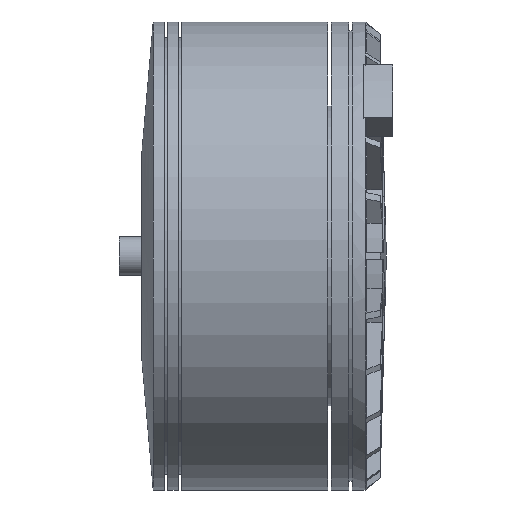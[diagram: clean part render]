
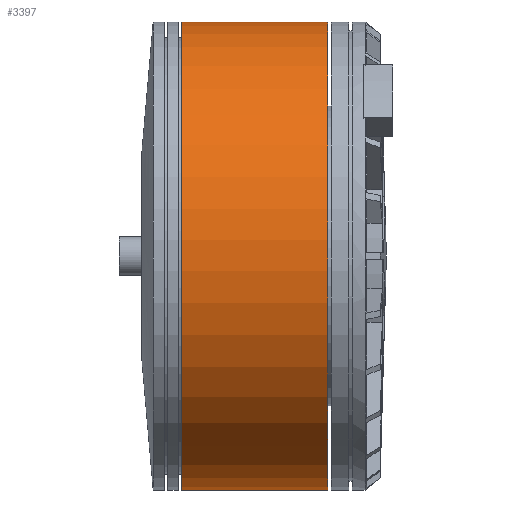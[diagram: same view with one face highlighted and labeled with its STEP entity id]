
A CAD part, front view. The second image highlights one B-rep face of the part: STEP entity #3397.
In plain terms, the highlighted free-form (B-spline) face has degree [2, 1] with [5, 2] control points.
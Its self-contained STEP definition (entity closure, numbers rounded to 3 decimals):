
#934 = VERTEX_POINT('',#935);
#935 = CARTESIAN_POINT('',(38.965,0.,49.046));
#936 = VERTEX_POINT('',#937);
#937 = CARTESIAN_POINT('',(38.965,0.,
    -49.046));
#945 = EDGE_CURVE('',#936,#946,#948,.T.);
#946 = VERTEX_POINT('',#947);
#947 = CARTESIAN_POINT('',(8.358,0.,
    -49.046));
#948 = B_SPLINE_CURVE_WITH_KNOTS('',1,(#949,#950),.UNSPECIFIED.,.F.,.F.,
  (2,2),(-28.517,-6.116),.PIECEWISE_BEZIER_KNOTS.);
#949 = CARTESIAN_POINT('',(38.965,0.,
    -49.046));
#950 = CARTESIAN_POINT('',(8.358,0.,
    -49.046));
#953 = VERTEX_POINT('',#954);
#954 = CARTESIAN_POINT('',(8.358,0.,49.046));
#962 = EDGE_CURVE('',#934,#953,#963,.T.);
#963 = B_SPLINE_CURVE_WITH_KNOTS('',1,(#964,#965),.UNSPECIFIED.,.F.,.F.,
  (2,2),(-28.517,-6.116),.PIECEWISE_BEZIER_KNOTS.);
#964 = CARTESIAN_POINT('',(38.965,0.,49.046));
#965 = CARTESIAN_POINT('',(8.358,0.,49.046));
#3385 = EDGE_CURVE('',#946,#953,#3386,.T.);
#3386 = ( BOUNDED_CURVE() B_SPLINE_CURVE(2,(#3387,#3388,#3389,#3390,
#3391),.UNSPECIFIED.,.F.,.F.) B_SPLINE_CURVE_WITH_KNOTS((3,2,3),(
    3.142,4.712,6.283),
.PIECEWISE_BEZIER_KNOTS.) CURVE() GEOMETRIC_REPRESENTATION_ITEM() 
RATIONAL_B_SPLINE_CURVE((1.,0.707,1.,0.707,1.)) 
REPRESENTATION_ITEM('') );
#3387 = CARTESIAN_POINT('',(8.358,0.,
    -49.046));
#3388 = CARTESIAN_POINT('',(8.358,-49.046,
    -49.046));
#3389 = CARTESIAN_POINT('',(8.358,-49.046,
    0.));
#3390 = CARTESIAN_POINT('',(8.358,-49.046,
    49.046));
#3391 = CARTESIAN_POINT('',(8.358,0.,
    49.046));
#3397 = ADVANCED_FACE('',(#3398),#3411,.T.);
#3398 = FACE_BOUND('',#3399,.T.);
#3399 = EDGE_LOOP('',(#3400,#3401,#3409,#3410));
#3400 = ORIENTED_EDGE('',*,*,#945,.F.);
#3401 = ORIENTED_EDGE('',*,*,#3402,.T.);
#3402 = EDGE_CURVE('',#936,#934,#3403,.T.);
#3403 = ( BOUNDED_CURVE() B_SPLINE_CURVE(2,(#3404,#3405,#3406,#3407,
#3408),.UNSPECIFIED.,.F.,.F.) B_SPLINE_CURVE_WITH_KNOTS((3,2,3),(
    3.142,4.712,6.283),
.PIECEWISE_BEZIER_KNOTS.) CURVE() GEOMETRIC_REPRESENTATION_ITEM() 
RATIONAL_B_SPLINE_CURVE((1.,0.707,1.,0.707,1.)) 
REPRESENTATION_ITEM('') );
#3404 = CARTESIAN_POINT('',(38.965,0.,
    -49.046));
#3405 = CARTESIAN_POINT('',(38.965,-49.046,
    -49.046));
#3406 = CARTESIAN_POINT('',(38.965,-49.046,
    0.));
#3407 = CARTESIAN_POINT('',(38.965,-49.046,
    49.046));
#3408 = CARTESIAN_POINT('',(38.965,0.,
    49.046));
#3409 = ORIENTED_EDGE('',*,*,#962,.T.);
#3410 = ORIENTED_EDGE('',*,*,#3385,.F.);
#3411 = ( BOUNDED_SURFACE() B_SPLINE_SURFACE(2,1,(
    (#3412,#3413)
    ,(#3414,#3415)
    ,(#3416,#3417)
    ,(#3418,#3419)
    ,(#3420,#3421
)),.UNSPECIFIED.,.F.,.F.,.F.) B_SPLINE_SURFACE_WITH_KNOTS((3,2,3),(2,2),
  (3.142,4.712,6.283),(-28.517,
    -6.116),.PIECEWISE_BEZIER_KNOTS.) 
GEOMETRIC_REPRESENTATION_ITEM() RATIONAL_B_SPLINE_SURFACE((
    (1.,1.)
    ,(0.707,0.707)
    ,(1.,1.)
    ,(0.707,0.707)
,(1.,1.))) REPRESENTATION_ITEM('') SURFACE() );
#3412 = CARTESIAN_POINT('',(38.965,0.,
    -49.046));
#3413 = CARTESIAN_POINT('',(8.358,0.,
    -49.046));
#3414 = CARTESIAN_POINT('',(38.965,-49.046,
    -49.046));
#3415 = CARTESIAN_POINT('',(8.358,-49.046,
    -49.046));
#3416 = CARTESIAN_POINT('',(38.965,-49.046,
    0.));
#3417 = CARTESIAN_POINT('',(8.358,-49.046,
    0.));
#3418 = CARTESIAN_POINT('',(38.965,-49.046,
    49.046));
#3419 = CARTESIAN_POINT('',(8.358,-49.046,
    49.046));
#3420 = CARTESIAN_POINT('',(38.965,0.,
    49.046));
#3421 = CARTESIAN_POINT('',(8.358,0.,
    49.046));
